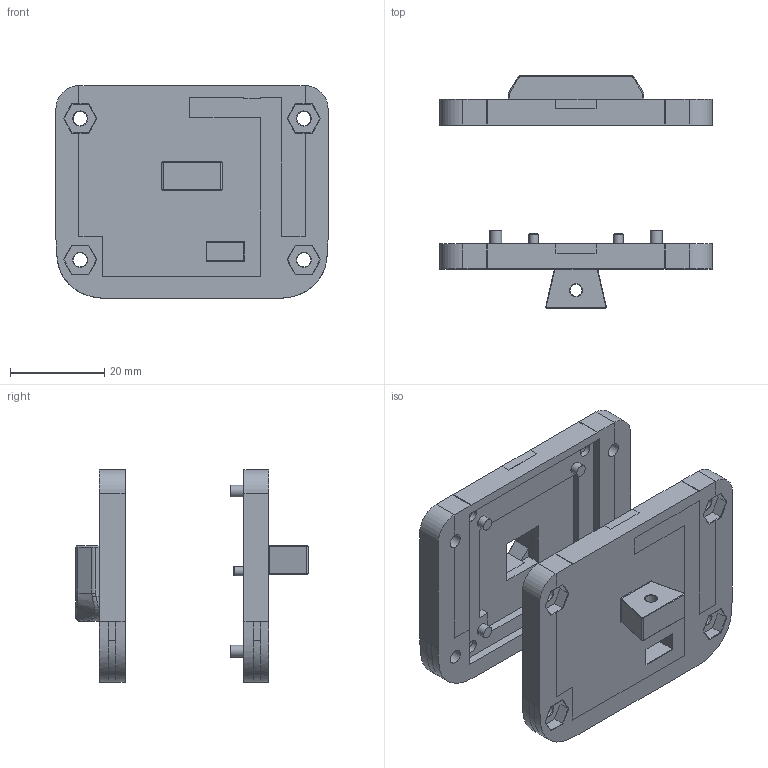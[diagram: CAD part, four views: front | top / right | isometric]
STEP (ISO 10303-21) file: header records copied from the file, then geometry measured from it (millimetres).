
FILE_DESCRIPTION(('HOOPS Exchange Step'),'2;1');
FILE_NAME('temp_export','2024-07-05T15:08:25+02:00',('sebastianfleps'),('Shapr3D Limited'),'HOOPS Exchange 2024.2','Shapr3D','Authorized');
FILE_SCHEMA( ('AUTOMOTIVE_DESIGN { 1 0 10303 214 1 1 1 1 }') );
Length unit declared in the file: millimetre
Products named in the file (3): CamCase Front; Mobile Setup camcase.x_t; arducase final.x_t
Assembly tree (2 placements, depth 3):
  arducase final.x_t
    Mobile Setup camcase.x_t
      CamCase Front
Bounding box: 57.76 x 49.39 x 45.16 mm (x, y, z)
Volume: 21722.3 mm3; surface area: 14698.4 mm2
Topology: 2 solids, 2 shells, 351 faces, 928 edges, 607 vertices
Faces by surface type: plane 220, cylinder 55, cone 38, bspline 34, torus 4
Full cylindrical faces by diameter (mm): 1.98 x2, 2.5 x4, 2.52 x4, 2.55 x1, 2.8 x4, 3 x8, 6.5 x4
Entity records: 13018 total; most frequent: CARTESIAN_POINT 4259, ORIENTED_EDGE 1856, DIRECTION 1663, EDGE_CURVE 928, VECTOR 627, LINE 627, VERTEX_POINT 607, AXIS2_PLACEMENT_3D 518
